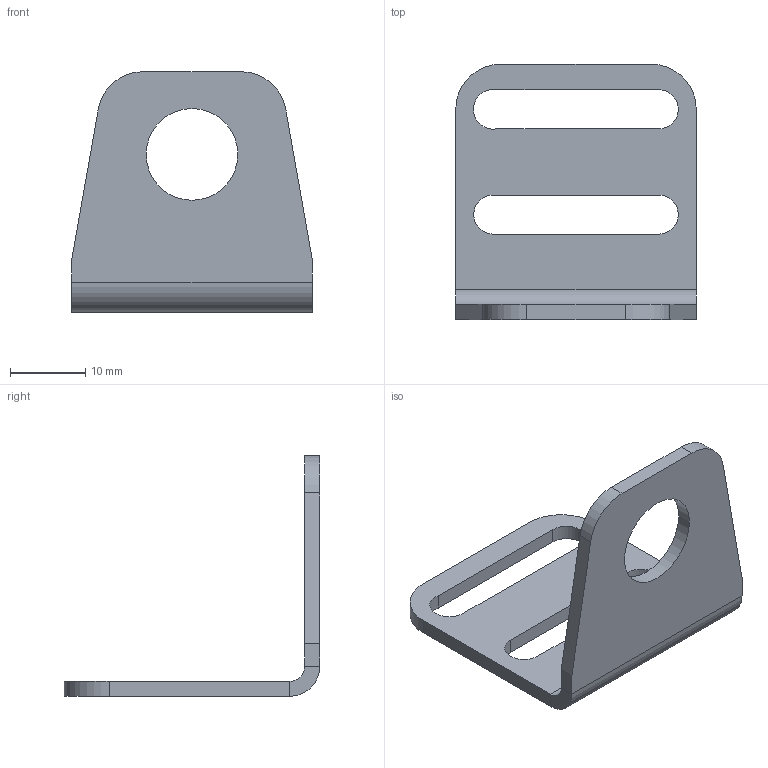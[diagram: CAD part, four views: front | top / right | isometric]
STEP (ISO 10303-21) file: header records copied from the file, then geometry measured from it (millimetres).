
FILE_DESCRIPTION(/* description */ ('Unknown'),/* implementation_level */ '2;1');
FILE_NAME(/* name */ '_PV-KU3-M12-S',/* time_stamp */ '2021-02-02T17:30:25+05:00',/* author */ ('Unknown'),/* organization */ ('Unknown'),/* preprocessor_version */ 'ST-DEVELOPER v16.7',/* originating_system */ 'Solid Edge',/* authorisation */ 'Unknown');
FILE_SCHEMA (('AUTOMOTIVE_DESIGN {1 0 10303 214 3 1 1}'));
Length unit declared in the file: millimetre
Products named in the file (1): ﾀ2.044 ﾊ煇鳫 ﾊﾓ3-ﾌ12
Bounding box: 32 x 34 x 32 mm (x, y, z)
Volume: 2964.9 mm3; surface area: 3628.9 mm2
Topology: 1 solids, 1 shells, 29 faces, 73 edges, 46 vertices
Faces by surface type: plane 18, cylinder 11
Full cylindrical faces by diameter (mm): 12.2 x1
Entity records: 902 total; most frequent: DIRECTION 154, CARTESIAN_POINT 148, ORIENTED_EDGE 144, EDGE_CURVE 72, AXIS2_PLACEMENT_3D 52, LINE 50, VECTOR 50, VERTEX_POINT 46
